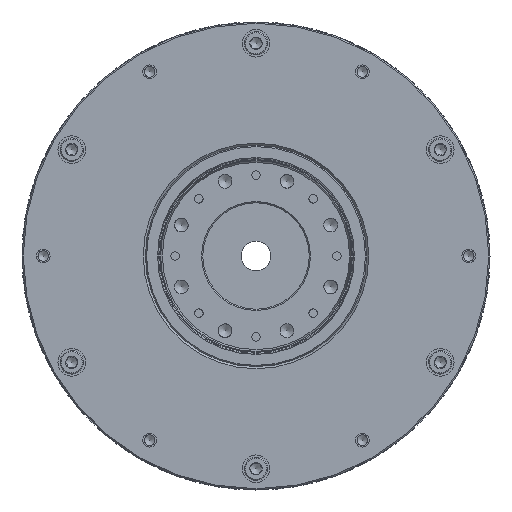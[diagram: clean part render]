
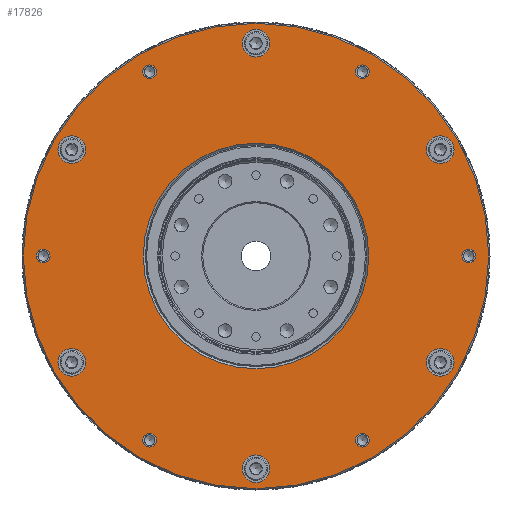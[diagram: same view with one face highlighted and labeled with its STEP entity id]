
A CAD part, front view. The second image highlights one B-rep face of the part: STEP entity #17826.
In plain terms, the highlighted planar face has unit normal (0, -1, 0).
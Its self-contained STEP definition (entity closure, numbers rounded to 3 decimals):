
#17826 = ADVANCED_FACE('',(#17827,#17847,#17858,#17869,#17880,#17891,
    #17902,#17913,#17924,#17935,#17946,#17957,#17968,#17979),#17990,.T.
  );
#17827 = FACE_BOUND('',#17828,.T.);
#17828 = EDGE_LOOP('',(#17829,#17840));
#17829 = ORIENTED_EDGE('',*,*,#17830,.T.);
#17830 = EDGE_CURVE('',#17831,#17833,#17835,.T.);
#17831 = VERTEX_POINT('',#17832);
#17832 = CARTESIAN_POINT('',(0.,-3.5,-54.7));
#17833 = VERTEX_POINT('',#17834);
#17834 = CARTESIAN_POINT('',(-54.7,-3.5,0.));
#17835 = CIRCLE('',#17836,54.7);
#17836 = AXIS2_PLACEMENT_3D('',#17837,#17838,#17839);
#17837 = CARTESIAN_POINT('',(0.,-3.5,0.));
#17838 = DIRECTION('',(0.,-1.,0.));
#17839 = DIRECTION('',(0.,0.,-1.));
#17840 = ORIENTED_EDGE('',*,*,#17841,.T.);
#17841 = EDGE_CURVE('',#17833,#17831,#17842,.T.);
#17842 = CIRCLE('',#17843,54.7);
#17843 = AXIS2_PLACEMENT_3D('',#17844,#17845,#17846);
#17844 = CARTESIAN_POINT('',(0.,-3.5,0.));
#17845 = DIRECTION('',(0.,-1.,0.));
#17846 = DIRECTION('',(0.,0.,-1.));
#17847 = FACE_BOUND('',#17848,.T.);
#17848 = EDGE_LOOP('',(#17849));
#17849 = ORIENTED_EDGE('',*,*,#17850,.F.);
#17850 = EDGE_CURVE('',#17851,#17851,#17853,.T.);
#17851 = VERTEX_POINT('',#17852);
#17852 = CARTESIAN_POINT('',(-50.,-3.5,-1.6));
#17853 = CIRCLE('',#17854,1.6);
#17854 = AXIS2_PLACEMENT_3D('',#17855,#17856,#17857);
#17855 = CARTESIAN_POINT('',(-50.,-3.5,0.));
#17856 = DIRECTION('',(0.,-1.,-0.));
#17857 = DIRECTION('',(0.,0.,-1.));
#17858 = FACE_BOUND('',#17859,.T.);
#17859 = EDGE_LOOP('',(#17860));
#17860 = ORIENTED_EDGE('',*,*,#17861,.F.);
#17861 = EDGE_CURVE('',#17862,#17862,#17864,.T.);
#17862 = VERTEX_POINT('',#17863);
#17863 = CARTESIAN_POINT('',(50.,-3.5,-1.6));
#17864 = CIRCLE('',#17865,1.6);
#17865 = AXIS2_PLACEMENT_3D('',#17866,#17867,#17868);
#17866 = CARTESIAN_POINT('',(50.,-3.5,0.));
#17867 = DIRECTION('',(0.,-1.,-0.));
#17868 = DIRECTION('',(0.,0.,-1.));
#17869 = FACE_BOUND('',#17870,.T.);
#17870 = EDGE_LOOP('',(#17871));
#17871 = ORIENTED_EDGE('',*,*,#17872,.F.);
#17872 = EDGE_CURVE('',#17873,#17873,#17875,.T.);
#17873 = VERTEX_POINT('',#17874);
#17874 = CARTESIAN_POINT('',(25.,-3.5,-44.901));
#17875 = CIRCLE('',#17876,1.6);
#17876 = AXIS2_PLACEMENT_3D('',#17877,#17878,#17879);
#17877 = CARTESIAN_POINT('',(25.,-3.5,-43.301));
#17878 = DIRECTION('',(0.,-1.,-0.));
#17879 = DIRECTION('',(0.,0.,-1.));
#17880 = FACE_BOUND('',#17881,.T.);
#17881 = EDGE_LOOP('',(#17882));
#17882 = ORIENTED_EDGE('',*,*,#17883,.F.);
#17883 = EDGE_CURVE('',#17884,#17884,#17886,.T.);
#17884 = VERTEX_POINT('',#17885);
#17885 = CARTESIAN_POINT('',(-25.,-3.5,-44.901));
#17886 = CIRCLE('',#17887,1.6);
#17887 = AXIS2_PLACEMENT_3D('',#17888,#17889,#17890);
#17888 = CARTESIAN_POINT('',(-25.,-3.5,-43.301));
#17889 = DIRECTION('',(0.,-1.,-0.));
#17890 = DIRECTION('',(0.,0.,-1.));
#17891 = FACE_BOUND('',#17892,.T.);
#17892 = EDGE_LOOP('',(#17893));
#17893 = ORIENTED_EDGE('',*,*,#17894,.F.);
#17894 = EDGE_CURVE('',#17895,#17895,#17897,.T.);
#17895 = VERTEX_POINT('',#17896);
#17896 = CARTESIAN_POINT('',(-25.,-3.5,41.701));
#17897 = CIRCLE('',#17898,1.6);
#17898 = AXIS2_PLACEMENT_3D('',#17899,#17900,#17901);
#17899 = CARTESIAN_POINT('',(-25.,-3.5,43.301));
#17900 = DIRECTION('',(0.,-1.,-0.));
#17901 = DIRECTION('',(0.,0.,-1.));
#17902 = FACE_BOUND('',#17903,.T.);
#17903 = EDGE_LOOP('',(#17904));
#17904 = ORIENTED_EDGE('',*,*,#17905,.F.);
#17905 = EDGE_CURVE('',#17906,#17906,#17908,.T.);
#17906 = VERTEX_POINT('',#17907);
#17907 = CARTESIAN_POINT('',(25.,-3.5,41.701));
#17908 = CIRCLE('',#17909,1.6);
#17909 = AXIS2_PLACEMENT_3D('',#17910,#17911,#17912);
#17910 = CARTESIAN_POINT('',(25.,-3.5,43.301));
#17911 = DIRECTION('',(0.,-1.,-0.));
#17912 = DIRECTION('',(0.,0.,-1.));
#17913 = FACE_BOUND('',#17914,.T.);
#17914 = EDGE_LOOP('',(#17915));
#17915 = ORIENTED_EDGE('',*,*,#17916,.F.);
#17916 = EDGE_CURVE('',#17917,#17917,#17919,.T.);
#17917 = VERTEX_POINT('',#17918);
#17918 = CARTESIAN_POINT('',(0.,-3.5,-53.25));
#17919 = CIRCLE('',#17920,3.25);
#17920 = AXIS2_PLACEMENT_3D('',#17921,#17922,#17923);
#17921 = CARTESIAN_POINT('',(0.,-3.5,-50.));
#17922 = DIRECTION('',(0.,-1.,-0.));
#17923 = DIRECTION('',(0.,0.,-1.));
#17924 = FACE_BOUND('',#17925,.T.);
#17925 = EDGE_LOOP('',(#17926));
#17926 = ORIENTED_EDGE('',*,*,#17927,.F.);
#17927 = EDGE_CURVE('',#17928,#17928,#17930,.T.);
#17928 = VERTEX_POINT('',#17929);
#17929 = CARTESIAN_POINT('',(0.,-3.5,46.75));
#17930 = CIRCLE('',#17931,3.25);
#17931 = AXIS2_PLACEMENT_3D('',#17932,#17933,#17934);
#17932 = CARTESIAN_POINT('',(0.,-3.5,50.));
#17933 = DIRECTION('',(0.,-1.,-0.));
#17934 = DIRECTION('',(0.,0.,-1.));
#17935 = FACE_BOUND('',#17936,.T.);
#17936 = EDGE_LOOP('',(#17937));
#17937 = ORIENTED_EDGE('',*,*,#17938,.F.);
#17938 = EDGE_CURVE('',#17939,#17939,#17941,.T.);
#17939 = VERTEX_POINT('',#17940);
#17940 = CARTESIAN_POINT('',(-43.301,-3.5,-28.25));
#17941 = CIRCLE('',#17942,3.25);
#17942 = AXIS2_PLACEMENT_3D('',#17943,#17944,#17945);
#17943 = CARTESIAN_POINT('',(-43.301,-3.5,-25.));
#17944 = DIRECTION('',(0.,-1.,-0.));
#17945 = DIRECTION('',(0.,0.,-1.));
#17946 = FACE_BOUND('',#17947,.T.);
#17947 = EDGE_LOOP('',(#17948));
#17948 = ORIENTED_EDGE('',*,*,#17949,.F.);
#17949 = EDGE_CURVE('',#17950,#17950,#17952,.T.);
#17950 = VERTEX_POINT('',#17951);
#17951 = CARTESIAN_POINT('',(-43.301,-3.5,21.75));
#17952 = CIRCLE('',#17953,3.25);
#17953 = AXIS2_PLACEMENT_3D('',#17954,#17955,#17956);
#17954 = CARTESIAN_POINT('',(-43.301,-3.5,25.));
#17955 = DIRECTION('',(0.,-1.,-0.));
#17956 = DIRECTION('',(0.,0.,-1.));
#17957 = FACE_BOUND('',#17958,.T.);
#17958 = EDGE_LOOP('',(#17959));
#17959 = ORIENTED_EDGE('',*,*,#17960,.F.);
#17960 = EDGE_CURVE('',#17961,#17961,#17963,.T.);
#17961 = VERTEX_POINT('',#17962);
#17962 = CARTESIAN_POINT('',(43.301,-3.5,-28.25));
#17963 = CIRCLE('',#17964,3.25);
#17964 = AXIS2_PLACEMENT_3D('',#17965,#17966,#17967);
#17965 = CARTESIAN_POINT('',(43.301,-3.5,-25.));
#17966 = DIRECTION('',(0.,-1.,-0.));
#17967 = DIRECTION('',(0.,0.,-1.));
#17968 = FACE_BOUND('',#17969,.T.);
#17969 = EDGE_LOOP('',(#17970));
#17970 = ORIENTED_EDGE('',*,*,#17971,.F.);
#17971 = EDGE_CURVE('',#17972,#17972,#17974,.T.);
#17972 = VERTEX_POINT('',#17973);
#17973 = CARTESIAN_POINT('',(43.301,-3.5,21.75));
#17974 = CIRCLE('',#17975,3.25);
#17975 = AXIS2_PLACEMENT_3D('',#17976,#17977,#17978);
#17976 = CARTESIAN_POINT('',(43.301,-3.5,25.));
#17977 = DIRECTION('',(0.,-1.,-0.));
#17978 = DIRECTION('',(0.,0.,-1.));
#17979 = FACE_BOUND('',#17980,.T.);
#17980 = EDGE_LOOP('',(#17981));
#17981 = ORIENTED_EDGE('',*,*,#17982,.F.);
#17982 = EDGE_CURVE('',#17983,#17983,#17985,.T.);
#17983 = VERTEX_POINT('',#17984);
#17984 = CARTESIAN_POINT('',(0.,-3.5,26.5));
#17985 = CIRCLE('',#17986,26.5);
#17986 = AXIS2_PLACEMENT_3D('',#17987,#17988,#17989);
#17987 = CARTESIAN_POINT('',(0.,-3.5,0.));
#17988 = DIRECTION('',(0.,-1.,0.));
#17989 = DIRECTION('',(0.,0.,1.));
#17990 = PLANE('',#17991);
#17991 = AXIS2_PLACEMENT_3D('',#17992,#17993,#17994);
#17992 = CARTESIAN_POINT('',(0.,-3.5,-35.5));
#17993 = DIRECTION('',(0.,-1.,0.));
#17994 = DIRECTION('',(-1.,0.,0.));
